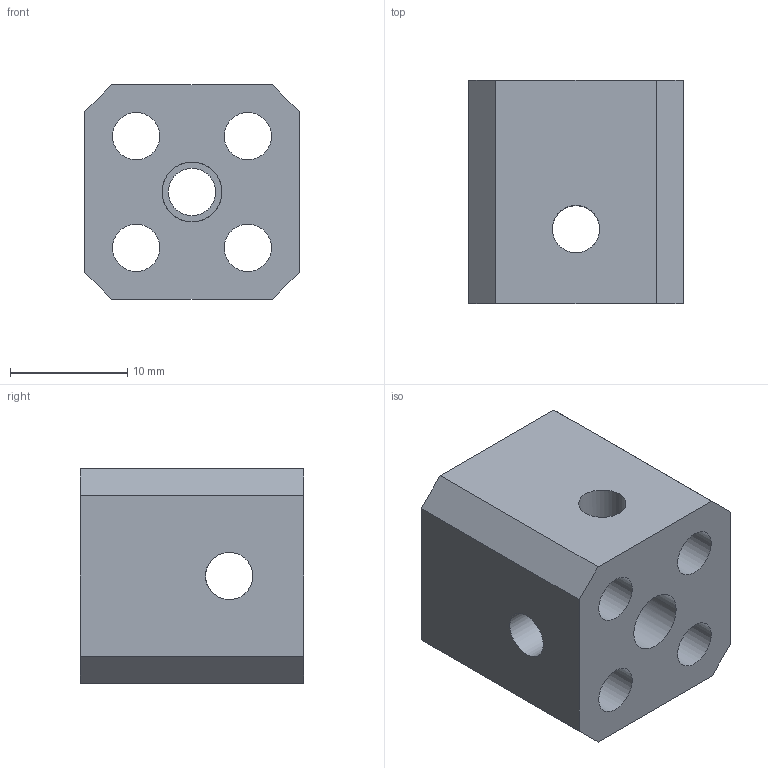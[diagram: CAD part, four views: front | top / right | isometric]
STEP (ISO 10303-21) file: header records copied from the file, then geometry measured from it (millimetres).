
FILE_DESCRIPTION (( 'STEP AP214' ), '1' );
FILE_NAME ('am-4819 Tube Plug for 1x1x.125.STEP', '2022-10-26T21:02:52', ( '' ), ( '' ), 'SwSTEP 2.0', 'SolidWorks 2022', '' );
FILE_SCHEMA (( 'AUTOMOTIVE_DESIGN' ));
Length unit declared in the file: inch
Products named in the file (1): am-4819 Tube Plug for 1x1x.125
Bounding box: 18.29 x 19.05 x 18.29 mm (x, y, z)
Volume: 4530.4 mm3; surface area: 3300.6 mm2
Topology: 1 solids, 1 shells, 22 faces, 69 edges, 46 vertices
Faces by surface type: cylinder 11, plane 11
Full cylindrical faces by diameter (mm): 4.039 x9, 5.105 x2
Entity records: 992 total; most frequent: CARTESIAN_POINT 295, ORIENTED_EDGE 104, DIRECTION 102, EDGE_CURVE 52, EDGE_LOOP 48, VERTEX_POINT 40, AXIS2_PLACEMENT_3D 39, FACE_OUTER_BOUND 33
